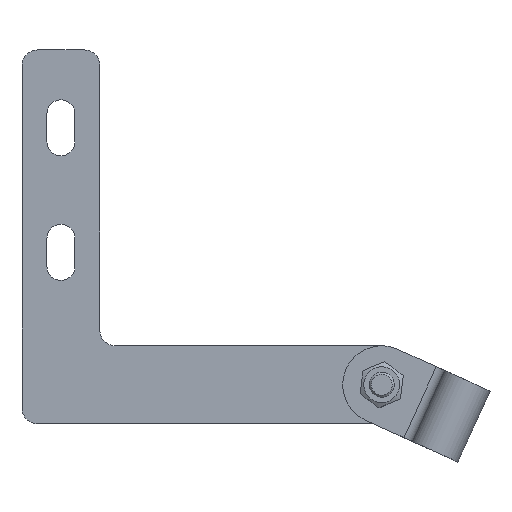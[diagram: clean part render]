
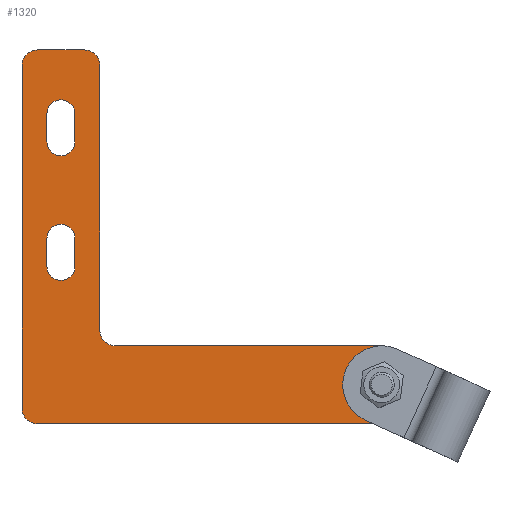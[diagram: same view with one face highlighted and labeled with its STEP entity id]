
A CAD part, top view. The second image highlights one B-rep face of the part: STEP entity #1320.
In plain terms, the highlighted planar face has unit normal (0, 0, 1).
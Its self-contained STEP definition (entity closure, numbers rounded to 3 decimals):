
#87=FACE_BOUND('',#248,.T.);
#88=FACE_BOUND('',#249,.T.);
#89=FACE_BOUND('',#250,.T.);
#111=PLANE('',#1553);
#167=FACE_OUTER_BOUND('',#247,.T.);
#247=EDGE_LOOP('',(#973,#974,#975,#976,#977,#978,#979,#980,#981,#982));
#248=EDGE_LOOP('',(#983,#984,#985,#986));
#249=EDGE_LOOP('',(#987,#988,#989,#990));
#250=EDGE_LOOP('',(#991));
#325=LINE('',#2111,#419);
#329=LINE('',#2122,#423);
#333=LINE('',#2135,#427);
#337=LINE('',#2146,#431);
#342=LINE('',#2165,#436);
#346=LINE('',#2177,#440);
#350=LINE('',#2189,#444);
#354=LINE('',#2201,#448);
#358=LINE('',#2212,#452);
#419=VECTOR('',#1690,10.);
#423=VECTOR('',#1702,10.);
#427=VECTOR('',#1714,10.);
#431=VECTOR('',#1726,10.);
#436=VECTOR('',#1745,10.);
#440=VECTOR('',#1757,10.);
#444=VECTOR('',#1769,10.);
#448=VECTOR('',#1781,10.);
#452=VECTOR('',#1793,10.);
#511=CIRCLE('',#1515,4.5);
#513=CIRCLE('',#1519,4.5);
#515=CIRCLE('',#1523,4.5);
#517=CIRCLE('',#1527,4.5);
#520=CIRCLE('',#1532,4.5);
#521=CIRCLE('',#1534,5.);
#523=CIRCLE('',#1538,5.);
#525=CIRCLE('',#1542,5.);
#527=CIRCLE('',#1546,5.);
#529=CIRCLE('',#1550,12.5);
#584=VERTEX_POINT('',#2101);
#585=VERTEX_POINT('',#2102);
#588=VERTEX_POINT('',#2110);
#590=VERTEX_POINT('',#2116);
#592=VERTEX_POINT('',#2125);
#593=VERTEX_POINT('',#2126);
#596=VERTEX_POINT('',#2134);
#598=VERTEX_POINT('',#2140);
#601=VERTEX_POINT('',#2151);
#602=VERTEX_POINT('',#2155);
#603=VERTEX_POINT('',#2156);
#606=VERTEX_POINT('',#2164);
#608=VERTEX_POINT('',#2170);
#610=VERTEX_POINT('',#2176);
#612=VERTEX_POINT('',#2182);
#614=VERTEX_POINT('',#2188);
#616=VERTEX_POINT('',#2194);
#618=VERTEX_POINT('',#2200);
#620=VERTEX_POINT('',#2206);
#706=EDGE_CURVE('',#584,#585,#511,.T.);
#710=EDGE_CURVE('',#585,#588,#325,.T.);
#713=EDGE_CURVE('',#588,#590,#513,.T.);
#716=EDGE_CURVE('',#590,#584,#329,.T.);
#718=EDGE_CURVE('',#592,#593,#515,.T.);
#722=EDGE_CURVE('',#593,#596,#333,.T.);
#725=EDGE_CURVE('',#596,#598,#517,.T.);
#728=EDGE_CURVE('',#598,#592,#337,.T.);
#732=EDGE_CURVE('',#601,#601,#520,.T.);
#733=EDGE_CURVE('',#602,#603,#521,.T.);
#737=EDGE_CURVE('',#603,#606,#342,.T.);
#740=EDGE_CURVE('',#606,#608,#523,.T.);
#743=EDGE_CURVE('',#608,#610,#346,.T.);
#746=EDGE_CURVE('',#610,#612,#525,.T.);
#749=EDGE_CURVE('',#612,#614,#350,.T.);
#752=EDGE_CURVE('',#614,#616,#527,.T.);
#755=EDGE_CURVE('',#616,#618,#354,.T.);
#758=EDGE_CURVE('',#618,#620,#529,.T.);
#761=EDGE_CURVE('',#620,#602,#358,.T.);
#973=ORIENTED_EDGE('',*,*,#733,.F.);
#974=ORIENTED_EDGE('',*,*,#761,.F.);
#975=ORIENTED_EDGE('',*,*,#758,.F.);
#976=ORIENTED_EDGE('',*,*,#755,.F.);
#977=ORIENTED_EDGE('',*,*,#752,.F.);
#978=ORIENTED_EDGE('',*,*,#749,.F.);
#979=ORIENTED_EDGE('',*,*,#746,.F.);
#980=ORIENTED_EDGE('',*,*,#743,.F.);
#981=ORIENTED_EDGE('',*,*,#740,.F.);
#982=ORIENTED_EDGE('',*,*,#737,.F.);
#983=ORIENTED_EDGE('',*,*,#706,.T.);
#984=ORIENTED_EDGE('',*,*,#710,.T.);
#985=ORIENTED_EDGE('',*,*,#713,.T.);
#986=ORIENTED_EDGE('',*,*,#716,.T.);
#987=ORIENTED_EDGE('',*,*,#718,.T.);
#988=ORIENTED_EDGE('',*,*,#722,.T.);
#989=ORIENTED_EDGE('',*,*,#725,.T.);
#990=ORIENTED_EDGE('',*,*,#728,.T.);
#991=ORIENTED_EDGE('',*,*,#732,.T.);
#1320=ADVANCED_FACE('',(#167,#87,#88,#89),#111,.T.);
#1515=AXIS2_PLACEMENT_3D('',#2103,#1682,#1683);
#1519=AXIS2_PLACEMENT_3D('',#2117,#1695,#1696);
#1523=AXIS2_PLACEMENT_3D('',#2127,#1706,#1707);
#1527=AXIS2_PLACEMENT_3D('',#2141,#1719,#1720);
#1532=AXIS2_PLACEMENT_3D('',#2153,#1733,#1734);
#1534=AXIS2_PLACEMENT_3D('',#2157,#1737,#1738);
#1538=AXIS2_PLACEMENT_3D('',#2171,#1750,#1751);
#1542=AXIS2_PLACEMENT_3D('',#2183,#1762,#1763);
#1546=AXIS2_PLACEMENT_3D('',#2195,#1774,#1775);
#1550=AXIS2_PLACEMENT_3D('',#2207,#1786,#1787);
#1553=AXIS2_PLACEMENT_3D('',#2214,#1795,#1796);
#1682=DIRECTION('center_axis',(0.,0.,-1.));
#1683=DIRECTION('ref_axis',(1.,0.,0.));
#1690=DIRECTION('',(0.,-1.,0.));
#1695=DIRECTION('center_axis',(0.,0.,-1.));
#1696=DIRECTION('ref_axis',(-1.,0.,0.));
#1702=DIRECTION('',(0.,1.,0.));
#1706=DIRECTION('center_axis',(0.,0.,-1.));
#1707=DIRECTION('ref_axis',(1.,0.,0.));
#1714=DIRECTION('',(0.,1.,0.));
#1719=DIRECTION('center_axis',(0.,0.,-1.));
#1720=DIRECTION('ref_axis',(-1.,0.,0.));
#1726=DIRECTION('',(0.,-1.,0.));
#1733=DIRECTION('center_axis',(0.,0.,-1.));
#1734=DIRECTION('ref_axis',(-1.,0.,0.));
#1737=DIRECTION('center_axis',(0.,0.,-1.));
#1738=DIRECTION('ref_axis',(1.,0.,0.));
#1745=DIRECTION('',(0.,1.,0.));
#1750=DIRECTION('center_axis',(0.,0.,-1.));
#1751=DIRECTION('ref_axis',(0.,-1.,0.));
#1757=DIRECTION('',(1.,0.,0.));
#1762=DIRECTION('center_axis',(0.,0.,-1.));
#1763=DIRECTION('ref_axis',(-1.,0.,0.));
#1769=DIRECTION('',(0.,-1.,0.));
#1774=DIRECTION('center_axis',(0.,0.,1.));
#1775=DIRECTION('ref_axis',(-1.,0.,0.));
#1781=DIRECTION('',(1.,0.,0.));
#1786=DIRECTION('center_axis',(0.,0.,-1.));
#1787=DIRECTION('ref_axis',(0.,1.,0.));
#1793=DIRECTION('',(-1.,0.,0.));
#1795=DIRECTION('center_axis',(0.,0.,1.));
#1796=DIRECTION('ref_axis',(1.,0.,0.));
#2101=CARTESIAN_POINT('',(8.,-60.5,3.));
#2102=CARTESIAN_POINT('',(17.,-60.5,3.));
#2103=CARTESIAN_POINT('Origin',(12.5,-60.5,3.));
#2110=CARTESIAN_POINT('',(17.,-69.5,3.));
#2111=CARTESIAN_POINT('',(17.,-70.035,3.));
#2116=CARTESIAN_POINT('',(8.,-69.5,3.));
#2117=CARTESIAN_POINT('Origin',(12.5,-69.5,3.));
#2122=CARTESIAN_POINT('',(8.,-74.535,3.));
#2125=CARTESIAN_POINT('',(17.,-29.5,3.));
#2126=CARTESIAN_POINT('',(8.,-29.5,3.));
#2127=CARTESIAN_POINT('Origin',(12.5,-29.5,3.));
#2134=CARTESIAN_POINT('',(8.,-20.5,3.));
#2135=CARTESIAN_POINT('',(8.,-54.535,3.));
#2140=CARTESIAN_POINT('',(17.,-20.5,3.));
#2141=CARTESIAN_POINT('Origin',(12.5,-20.5,3.));
#2146=CARTESIAN_POINT('',(17.,-50.035,3.));
#2151=CARTESIAN_POINT('',(120.,-107.5,3.));
#2153=CARTESIAN_POINT('Origin',(115.5,-107.5,3.));
#2155=CARTESIAN_POINT('',(5.,-120.,3.));
#2156=CARTESIAN_POINT('',(0.,-115.,3.));
#2157=CARTESIAN_POINT('Origin',(5.,-115.,3.));
#2164=CARTESIAN_POINT('',(0.,-5.,3.));
#2165=CARTESIAN_POINT('',(0.,-115.,3.));
#2170=CARTESIAN_POINT('',(5.,0.,3.));
#2171=CARTESIAN_POINT('Origin',(5.,-5.,3.));
#2176=CARTESIAN_POINT('',(20.,0.,3.));
#2177=CARTESIAN_POINT('',(5.,0.,3.));
#2182=CARTESIAN_POINT('',(25.,-5.,3.));
#2183=CARTESIAN_POINT('Origin',(20.,-5.,3.));
#2188=CARTESIAN_POINT('',(25.,-90.,3.));
#2189=CARTESIAN_POINT('',(25.,-5.,3.));
#2194=CARTESIAN_POINT('',(30.,-95.,3.));
#2195=CARTESIAN_POINT('Origin',(30.,-90.,3.));
#2200=CARTESIAN_POINT('',(115.5,-95.,3.));
#2201=CARTESIAN_POINT('',(30.,-95.,3.));
#2206=CARTESIAN_POINT('',(115.5,-120.,3.));
#2207=CARTESIAN_POINT('Origin',(115.5,-107.5,3.));
#2212=CARTESIAN_POINT('',(115.5,-120.,3.));
#2214=CARTESIAN_POINT('Origin',(42.858,-79.57,3.));
